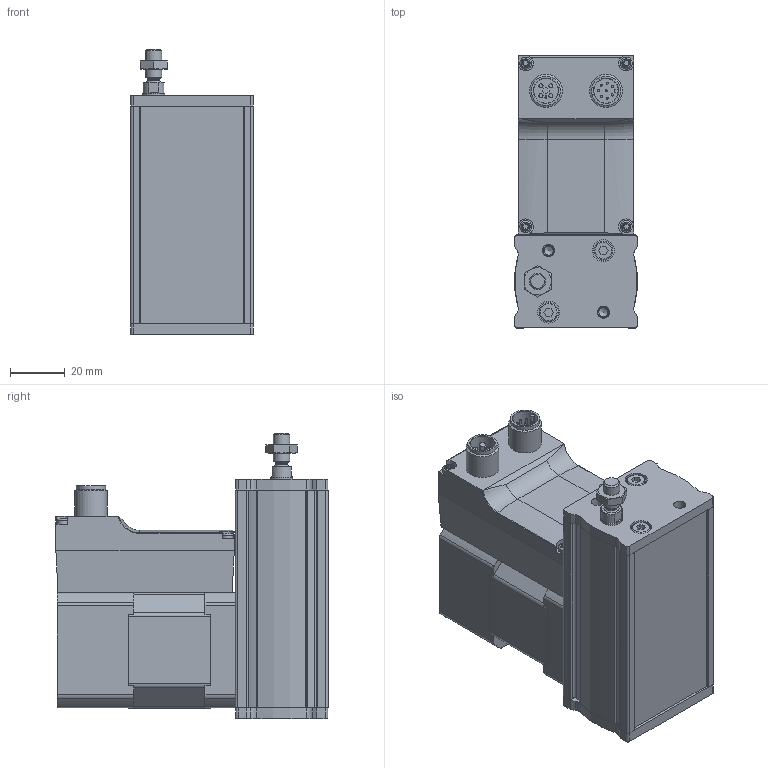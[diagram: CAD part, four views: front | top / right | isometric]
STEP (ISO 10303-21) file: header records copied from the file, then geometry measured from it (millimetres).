
FILE_DESCRIPTION(/* description */ ('STEP AP214'),/* implementation_level */ '2;1');
FILE_NAME(/* name */ '8101541_EPCE-TB-45-30-FL-ST-M-H1-PLK-AA',/* time_stamp */ '2024-08-28T04:46:01+02:00',/* author */ ('License CC BY-ND 4.0'),/* organization */ ('CADENAS'),/* preprocessor_version */ 'ST-DEVELOPER v19.3',/* originating_system */ 'PARTsolutions',/* authorisation */ ' ');
FILE_SCHEMA (('AUTOMOTIVE_DESIGN {1 0 10303 214 3 1 1}'));
Length unit declared in the file: millimetre
Products named in the file (6): 8101541 EPCE-TB-45-30-FL-ST-M-H1-PLK-AA---(0_high); 8103354 EPCE-TB-45-30-FL---(high_h); ISO-4762 M3x10; 8084400 EMCS-42---(high); 8103354 EPCE-TB-45-30-----(high_L1); DIN-439-B - M6(F)
Assembly tree (8 placements, depth 2):
  8101541 EPCE-TB-45-30-FL-ST-M-H1-PLK-AA---(0_high)
    8103354 EPCE-TB-45-30-FL---(high_h)
    ISO-4762 M3x10  x4
    8084400 EMCS-42---(high)
    8103354 EPCE-TB-45-30-----(high_L1)
    DIN-439-B - M6(F)
Bounding box: 45 x 99.5 x 104.2 mm (x, y, z)
Volume: 291593.5 mm3; surface area: 54268.6 mm2
Topology: 8 solids, 8 shells, 804 faces, 2009 edges, 1301 vertices
Faces by surface type: plane 412, cylinder 295, cone 79, torus 18
Full cylindrical faces by diameter (mm): 0.8 x8, 1.5 x4, 2.459 x4, 3 x4, 3.242 x4, 4.4 x5, 4.5 x4, 4.7 x4, 4.917 x1, 5 x1, 5.5 x4, 6 x1, 7 x4, 7.8 x1, 8 x6, 9.02 x2, 10.7 x2, 12 x4, 22 x1
Entity records: 24090 total; most frequent: CARTESIAN_POINT 3766, DIRECTION 3762, ORIENTED_EDGE 3372, EDGE_CURVE 1686, AXIS2_PLACEMENT_3D 1392, VERTEX_POINT 1172, LINE 978, VECTOR 978
